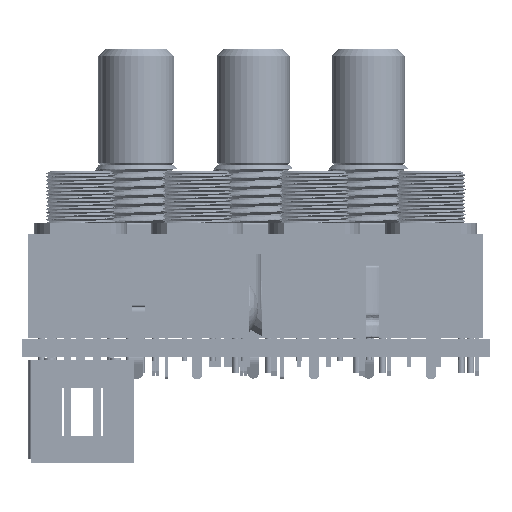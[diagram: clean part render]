
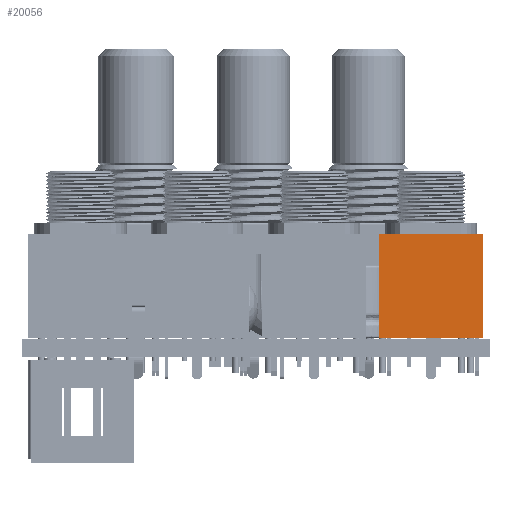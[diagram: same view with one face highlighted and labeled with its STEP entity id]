
A CAD part, front view. The second image highlights one B-rep face of the part: STEP entity #20056.
In plain terms, the highlighted face is planar.
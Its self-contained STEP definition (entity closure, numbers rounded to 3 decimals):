
#20021 = VERTEX_POINT('',#20022);
#20022 = CARTESIAN_POINT('',(-4.5,5.25,0.));
#20039 = VERTEX_POINT('',#20040);
#20040 = CARTESIAN_POINT('',(-4.5,5.25,9.));
#20046 = EDGE_CURVE('',#20039,#20021,#20047,.T.);
#20047 = LINE('',#20048,#20049);
#20048 = CARTESIAN_POINT('',(-4.5,5.25,9.));
#20049 = VECTOR('',#20050,1.);
#20050 = DIRECTION('',(0.,0.,-1.));
#20056 = ADVANCED_FACE('',(#20057),#20082,.F.);
#20057 = FACE_BOUND('',#20058,.T.);
#20058 = EDGE_LOOP('',(#20059,#20067,#20068,#20076));
#20059 = ORIENTED_EDGE('',*,*,#20060,.T.);
#20060 = EDGE_CURVE('',#20061,#20021,#20063,.T.);
#20061 = VERTEX_POINT('',#20062);
#20062 = CARTESIAN_POINT('',(4.5,5.25,0.));
#20063 = LINE('',#20064,#20065);
#20064 = CARTESIAN_POINT('',(4.5,5.25,0.));
#20065 = VECTOR('',#20066,1.);
#20066 = DIRECTION('',(-1.,0.,0.));
#20067 = ORIENTED_EDGE('',*,*,#20046,.F.);
#20068 = ORIENTED_EDGE('',*,*,#20069,.F.);
#20069 = EDGE_CURVE('',#20070,#20039,#20072,.T.);
#20070 = VERTEX_POINT('',#20071);
#20071 = CARTESIAN_POINT('',(4.5,5.25,9.));
#20072 = LINE('',#20073,#20074);
#20073 = CARTESIAN_POINT('',(4.5,5.25,9.));
#20074 = VECTOR('',#20075,1.);
#20075 = DIRECTION('',(-1.,0.,0.));
#20076 = ORIENTED_EDGE('',*,*,#20077,.T.);
#20077 = EDGE_CURVE('',#20070,#20061,#20078,.T.);
#20078 = LINE('',#20079,#20080);
#20079 = CARTESIAN_POINT('',(4.5,5.25,9.));
#20080 = VECTOR('',#20081,1.);
#20081 = DIRECTION('',(0.,0.,-1.));
#20082 = PLANE('',#20083);
#20083 = AXIS2_PLACEMENT_3D('',#20084,#20085,#20086);
#20084 = CARTESIAN_POINT('',(4.5,5.25,9.));
#20085 = DIRECTION('',(0.,-1.,0.));
#20086 = DIRECTION('',(0.,0.,-1.));
